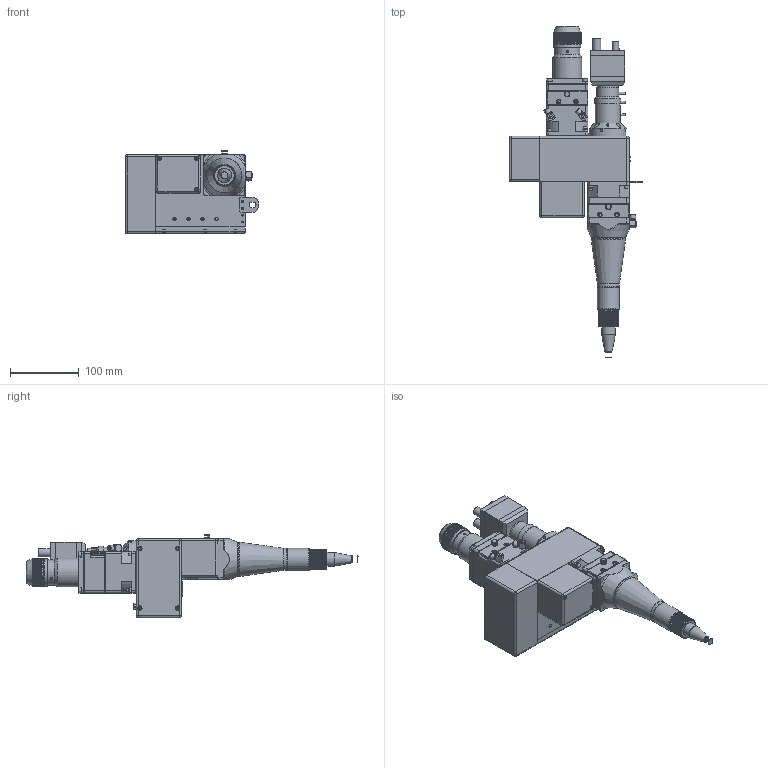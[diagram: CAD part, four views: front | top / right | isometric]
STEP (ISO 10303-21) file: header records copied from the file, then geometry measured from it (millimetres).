
FILE_DESCRIPTION (( 'STEP AP203' ), '1' );
FILE_NAME ('WOB2000-3D图（2023）.STEP', '2023-08-18T02:23:43', ( 'Windows 用户' ), ( '' ), 'SwSTEP 2.0', 'SolidWorks 2017', '' );
FILE_SCHEMA (( 'CONFIG_CONTROL_DESIGN' ));
Products named in the file (1): WOB2000-3D图（2023）
Bounding box: 194.5 x 483.47 x 121.5 mm (x, y, z)
Surface area: 209853.2 mm2 (no closed solid volume)
Topology: 0 solids, 173 shells, 1101 faces, 5040 edges, 3949 vertices
Faces by surface type: plane 539, cylinder 324, bspline 113, cone 97, torus 18, sphere 10
Full cylindrical faces by diameter (mm): 1.3 x18, 1.456 x1, 1.5 x1, 2.5 x3, 2.658 x2, 2.9 x2, 3.3 x12, 3.373 x3, 3.5 x5, 4 x6, 4.2 x8, 4.227 x1, 4.5 x1, 4.808 x3, 5 x4, 5.5 x2, 6 x24, 6.034 x3, 6.5 x4, 6.562 x1, 7 x4, 7.191 x2, 8 x5, 8.492 x3, 8.582 x3, 8.6 x1, 9.5 x1, 12 x2, 17.2 x1, 20 x1
Entity records: 63658 total; most frequent: CARTESIAN_POINT 28002, DIRECTION 6501, ORIENTED_EDGE 6301, EDGE_CURVE 4705, VERTEX_POINT 3863, AXIS2_PLACEMENT_3D 2369, LINE 1763, VECTOR 1763
